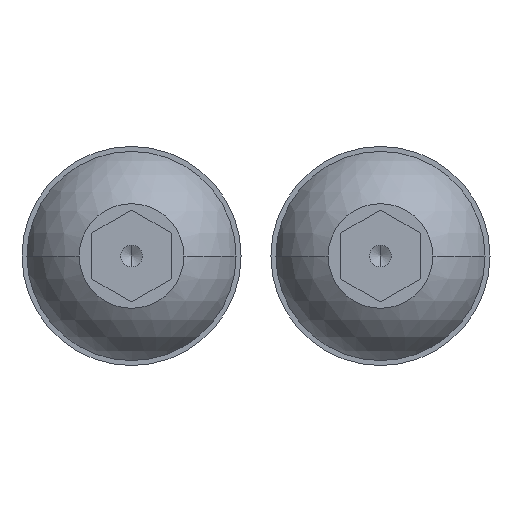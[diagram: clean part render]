
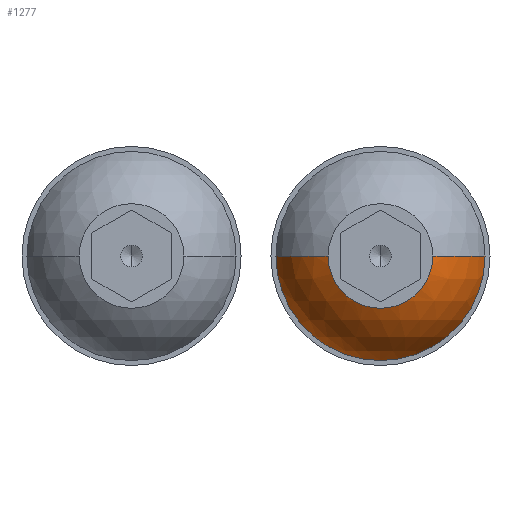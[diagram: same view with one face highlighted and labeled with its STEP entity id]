
A CAD part, left-side view. The second image highlights one B-rep face of the part: STEP entity #1277.
In plain terms, the highlighted spherical face has radius 11.08 mm.
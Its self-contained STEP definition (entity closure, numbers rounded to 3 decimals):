
#41 = FACE_OUTER_BOUND ( 'NONE', #921, .T. ) ;
#42 = CARTESIAN_POINT ( 'NONE',  ( 6.22, 10.5, 0. ) ) ;
#45 = VERTEX_POINT ( 'NONE', #326 ) ;
#59 = ORIENTED_EDGE ( 'NONE', *, *, #466, .T. ) ;
#64 = AXIS2_PLACEMENT_3D ( 'NONE', #284, #294, #987 ) ;
#75 = VERTEX_POINT ( 'NONE', #42 ) ;
#96 = DIRECTION ( 'NONE',  ( 1., 0., 0. ) ) ;
#97 = EDGE_CURVE ( 'NONE', #570, #1104, #132, .T. ) ;
#132 = CIRCLE ( 'NONE', #726, 10.5 ) ;
#136 = EDGE_CURVE ( 'NONE', #75, #570, #351, .T. ) ;
#142 = DIRECTION ( 'NONE',  ( -1., 0., 0. ) ) ;
#178 = ORIENTED_EDGE ( 'NONE', *, *, #694, .F. ) ;
#226 = DIRECTION ( 'NONE',  ( 0., 0., 1. ) ) ;
#235 = CIRCLE ( 'NONE', #299, 11.08 ) ;
#239 = CARTESIAN_POINT ( 'NONE',  ( 6.22, 0., 0. ) ) ;
#263 = DIRECTION ( 'NONE',  ( 0., 1., 0. ) ) ;
#272 = ORIENTED_EDGE ( 'NONE', *, *, #715, .F. ) ;
#284 = CARTESIAN_POINT ( 'NONE',  ( 0., 0., 0. ) ) ;
#294 = DIRECTION ( 'NONE',  ( -1., 0., 0. ) ) ;
#299 = AXIS2_PLACEMENT_3D ( 'NONE', #795, #686, #96 ) ;
#326 = CARTESIAN_POINT ( 'NONE',  ( 0., -5.25, 0. ) ) ;
#350 = DIRECTION ( 'NONE',  ( 0., 1., 0. ) ) ;
#351 = CIRCLE ( 'NONE', #983, 10.5 ) ;
#397 = AXIS2_PLACEMENT_3D ( 'NONE', #780, #765, #263 ) ;
#437 = DIRECTION ( 'NONE',  ( 0., 0., -1. ) ) ;
#460 = ORIENTED_EDGE ( 'NONE', *, *, #97, .T. ) ;
#466 = EDGE_CURVE ( 'NONE', #1104, #45, #753, .T. ) ;
#525 = DIRECTION ( 'NONE',  ( 0., 0., 1. ) ) ;
#570 = VERTEX_POINT ( 'NONE', #1066 ) ;
#686 = DIRECTION ( 'NONE',  ( 0., 0., 1. ) ) ;
#694 = EDGE_CURVE ( 'NONE', #887, #45, #868, .T. ) ;
#708 = CARTESIAN_POINT ( 'NONE',  ( 0., 5.25, 0. ) ) ;
#715 = EDGE_CURVE ( 'NONE', #75, #887, #235, .T. ) ;
#726 = AXIS2_PLACEMENT_3D ( 'NONE', #827, #943, #226 ) ;
#753 = CIRCLE ( 'NONE', #397, 11.08 ) ;
#765 = DIRECTION ( 'NONE',  ( 0., 0., -1. ) ) ;
#780 = CARTESIAN_POINT ( 'NONE',  ( 9.757, 0., 0. ) ) ;
#795 = CARTESIAN_POINT ( 'NONE',  ( 9.757, 0., 0. ) ) ;
#827 = CARTESIAN_POINT ( 'NONE',  ( 6.22, 0., 0. ) ) ;
#868 = CIRCLE ( 'NONE', #64, 5.25 ) ;
#887 = VERTEX_POINT ( 'NONE', #708 ) ;
#921 = EDGE_LOOP ( 'NONE', ( #981, #460, #59, #178, #272 ) ) ;
#936 = CARTESIAN_POINT ( 'NONE',  ( 6.22, -10.5, 0. ) ) ;
#943 = DIRECTION ( 'NONE',  ( -1., 0., 0. ) ) ;
#981 = ORIENTED_EDGE ( 'NONE', *, *, #136, .T. ) ;
#983 = AXIS2_PLACEMENT_3D ( 'NONE', #239, #142, #525 ) ;
#987 = DIRECTION ( 'NONE',  ( 0., 0., 1. ) ) ;
#1034 = CARTESIAN_POINT ( 'NONE',  ( 9.757, 0., 0. ) ) ;
#1066 = CARTESIAN_POINT ( 'NONE',  ( 6.22, 0., -10.5 ) ) ;
#1104 = VERTEX_POINT ( 'NONE', #936 ) ;
#1128 = SPHERICAL_SURFACE ( 'NONE', #1179, 11.08 ) ;
#1179 = AXIS2_PLACEMENT_3D ( 'NONE', #1034, #437, #350 ) ;
#1277 = ADVANCED_FACE ( 'NONE', ( #41 ), #1128, .T. ) ;
